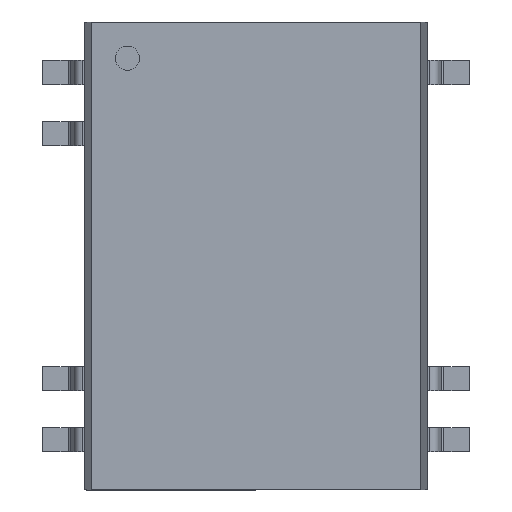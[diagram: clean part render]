
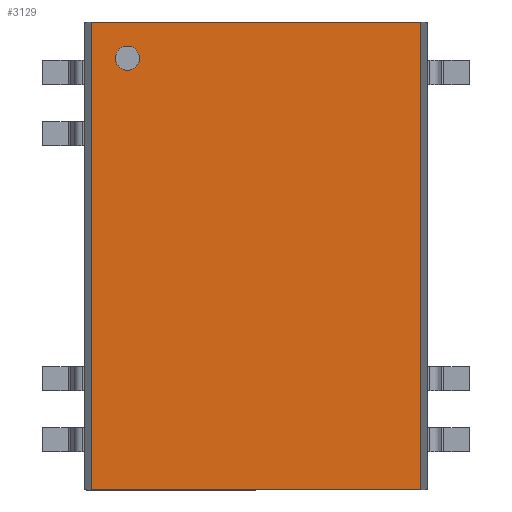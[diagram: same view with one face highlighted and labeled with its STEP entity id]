
A CAD part, top view. The second image highlights one B-rep face of the part: STEP entity #3129.
In plain terms, the highlighted planar face has unit normal (0, 0, 1).
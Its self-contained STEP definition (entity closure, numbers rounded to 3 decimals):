
#2871=CARTESIAN_POINT('',(-4.835,8.2,9.45));
#2872=VERTEX_POINT('',#2871);
#2888=CARTESIAN_POINT('',(-5.835,8.2,9.45));
#2889=VERTEX_POINT('',#2888);
#2896=CARTESIAN_POINT('',(-5.335,8.2,9.45));
#2897=DIRECTION('',(0.0,0.0,-1.0));
#2898=DIRECTION('',(1.0,0.0,0.0));
#2899=AXIS2_PLACEMENT_3D('',#2896,#2897,#2898);
#2900=CIRCLE('',#2899,0.5);
#2901=EDGE_CURVE('',#2872,#2889,#2900,.T.);
#2912=CARTESIAN_POINT('',(-5.335,8.2,9.45));
#2913=DIRECTION('',(0.0,0.0,-1.0));
#2914=DIRECTION('',(1.0,0.0,0.0));
#2915=AXIS2_PLACEMENT_3D('',#2912,#2913,#2914);
#2916=CIRCLE('',#2915,0.5);
#2917=EDGE_CURVE('',#2889,#2872,#2916,.T.);
#2945=CARTESIAN_POINT('',(-6.835,9.7,9.45));
#2946=VERTEX_POINT('',#2945);
#2963=CARTESIAN_POINT('',(-6.835,-9.7,9.45));
#2964=VERTEX_POINT('',#2963);
#2971=CARTESIAN_POINT('',(-6.835,-9.7,9.45));
#2972=DIRECTION('',(0.0,1.0,0.0));
#2973=VECTOR('',#2972,19.4);
#2974=LINE('',#2971,#2973);
#2975=EDGE_CURVE('',#2964,#2946,#2974,.T.);
#3078=CARTESIAN_POINT('',(6.835,9.7,9.45));
#3079=VERTEX_POINT('',#3078);
#3086=CARTESIAN_POINT('',(6.835,-9.7,9.45));
#3087=VERTEX_POINT('',#3086);
#3088=CARTESIAN_POINT('',(6.835,-9.7,9.45));
#3089=DIRECTION('',(0.0,1.0,0.0));
#3090=VECTOR('',#3089,19.4);
#3091=LINE('',#3088,#3090);
#3092=EDGE_CURVE('',#3087,#3079,#3091,.T.);
#3104=CARTESIAN_POINT('',(6.835,-9.7,9.45));
#3105=DIRECTION('',(0.0,0.0,1.0));
#3106=DIRECTION('',(1.0,0.0,0.0));
#3107=AXIS2_PLACEMENT_3D('',#3104,#3105,#3106);
#3108=PLANE('',#3107);
#3109=CARTESIAN_POINT('',(6.835,9.7,9.45));
#3110=DIRECTION('',(-1.0,0.0,0.0));
#3111=VECTOR('',#3110,13.669);
#3112=LINE('',#3109,#3111);
#3113=EDGE_CURVE('',#3079,#2946,#3112,.T.);
#3114=ORIENTED_EDGE('',*,*,#3113,.T.);
#3115=ORIENTED_EDGE('',*,*,#2975,.F.);
#3116=CARTESIAN_POINT('',(6.835,-9.7,9.45));
#3117=DIRECTION('',(-1.0,0.0,0.0));
#3118=VECTOR('',#3117,13.669);
#3119=LINE('',#3116,#3118);
#3120=EDGE_CURVE('',#3087,#2964,#3119,.T.);
#3121=ORIENTED_EDGE('',*,*,#3120,.F.);
#3122=ORIENTED_EDGE('',*,*,#3092,.T.);
#3123=EDGE_LOOP('',(#3114,#3115,#3121,#3122));
#3124=FACE_OUTER_BOUND('',#3123,.T.);
#3125=ORIENTED_EDGE('',*,*,#2901,.T.);
#3126=ORIENTED_EDGE('',*,*,#2917,.T.);
#3127=EDGE_LOOP('',(#3125,#3126));
#3128=FACE_BOUND('',#3127,.T.);
#3129=ADVANCED_FACE('',(#3124,#3128),#3108,.T.);
